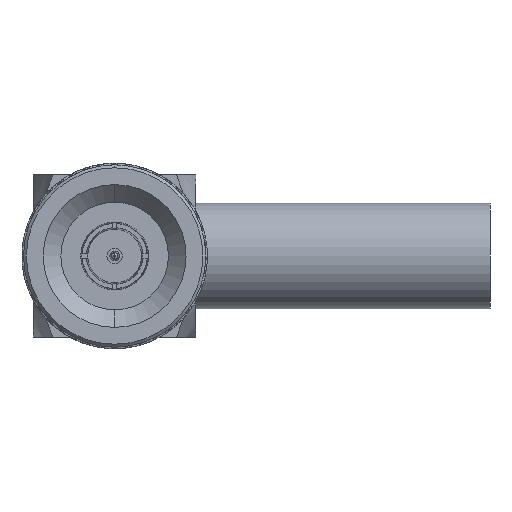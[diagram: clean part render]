
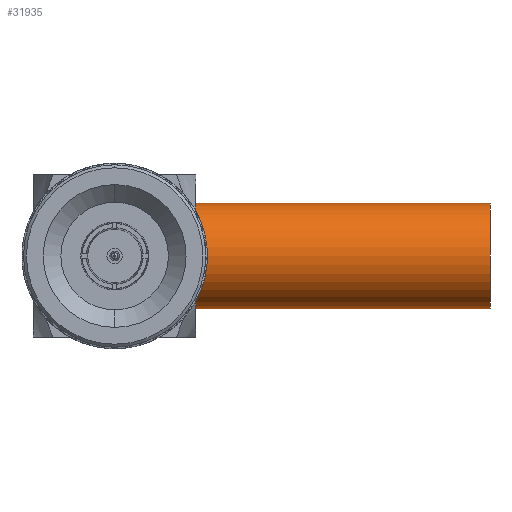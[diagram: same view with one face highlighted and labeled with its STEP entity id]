
A CAD part, left-side view. The second image highlights one B-rep face of the part: STEP entity #31935.
In plain terms, the highlighted cylindrical face has radius 2.285 mm (diameter 4.57 mm), a partial arc.
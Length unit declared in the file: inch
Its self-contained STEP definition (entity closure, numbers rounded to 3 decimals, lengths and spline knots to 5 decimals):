
#246 = CARTESIAN_POINT ( 'NONE',  ( 0.384, -0.638, 0. ) ) ;
#2520 = VECTOR ( 'NONE', #7780, 39.37008 ) ;
#3030 = DIRECTION ( 'NONE',  ( 0., -1., 0. ) ) ;
#4376 = EDGE_CURVE ( 'NONE', #16081, #59107, #8823, .T. ) ;
#5509 = FACE_OUTER_BOUND ( 'NONE', #63069, .T. ) ;
#7780 = DIRECTION ( 'NONE',  ( 0., 1., 0. ) ) ;
#8823 = CIRCLE ( 'NONE', #53956, 0.08996 ) ;
#9447 = CARTESIAN_POINT ( 'NONE',  ( 0.384, -0.138, 0.08996 ) ) ;
#9939 = ORIENTED_EDGE ( 'NONE', *, *, #51572, .T. ) ;
#11519 = CARTESIAN_POINT ( 'NONE',  ( 0.384, -0.138, -0.08996 ) ) ;
#12362 = VERTEX_POINT ( 'NONE', #11519 ) ;
#14827 = AXIS2_PLACEMENT_3D ( 'NONE', #246, #41297, #46216 ) ;
#16081 = VERTEX_POINT ( 'NONE', #17720 ) ;
#17720 = CARTESIAN_POINT ( 'NONE',  ( 0.384, -0.638, 0.08996 ) ) ;
#18220 = CARTESIAN_POINT ( 'NONE',  ( 0.384, -0.638, -0.08996 ) ) ;
#21310 = CYLINDRICAL_SURFACE ( 'NONE', #14827, 0.08996 ) ;
#23139 = DIRECTION ( 'NONE',  ( 0., 0., -1. ) ) ;
#23932 = CARTESIAN_POINT ( 'NONE',  ( 0.384, -0.638, -0.08996 ) ) ;
#24659 = DIRECTION ( 'NONE',  ( 0., -1., 0. ) ) ;
#24852 = EDGE_CURVE ( 'NONE', #27187, #12362, #50421, .T. ) ;
#26296 = EDGE_CURVE ( 'NONE', #59107, #12362, #39312, .T. ) ;
#27187 = VERTEX_POINT ( 'NONE', #9447 ) ;
#31935 = ADVANCED_FACE ( 'NONE', ( #5509 ), #21310, .T. ) ;
#34960 = ORIENTED_EDGE ( 'NONE', *, *, #4376, .F. ) ;
#36094 = ORIENTED_EDGE ( 'NONE', *, *, #24852, .T. ) ;
#38389 = DIRECTION ( 'NONE',  ( 0., 1., 0. ) ) ;
#39312 = LINE ( 'NONE', #23932, #2520 ) ;
#41297 = DIRECTION ( 'NONE',  ( 0., 1., 0. ) ) ;
#43300 = CARTESIAN_POINT ( 'NONE',  ( 0.384, -0.138, 0. ) ) ;
#43941 = LINE ( 'NONE', #58121, #57045 ) ;
#46216 = DIRECTION ( 'NONE',  ( 0., 0., 1. ) ) ;
#48718 = CARTESIAN_POINT ( 'NONE',  ( 0.384, -0.638, 0. ) ) ;
#50421 = CIRCLE ( 'NONE', #53526, 0.08996 ) ;
#51572 = EDGE_CURVE ( 'NONE', #16081, #27187, #43941, .T. ) ;
#52605 = ORIENTED_EDGE ( 'NONE', *, *, #26296, .F. ) ;
#53509 = DIRECTION ( 'NONE',  ( 0., 0., 1. ) ) ;
#53526 = AXIS2_PLACEMENT_3D ( 'NONE', #43300, #24659, #53509 ) ;
#53956 = AXIS2_PLACEMENT_3D ( 'NONE', #48718, #3030, #23139 ) ;
#57045 = VECTOR ( 'NONE', #38389, 39.37008 ) ;
#58121 = CARTESIAN_POINT ( 'NONE',  ( 0.384, -0.638, 0.08996 ) ) ;
#59107 = VERTEX_POINT ( 'NONE', #18220 ) ;
#63069 = EDGE_LOOP ( 'NONE', ( #52605, #34960, #9939, #36094 ) ) ;
